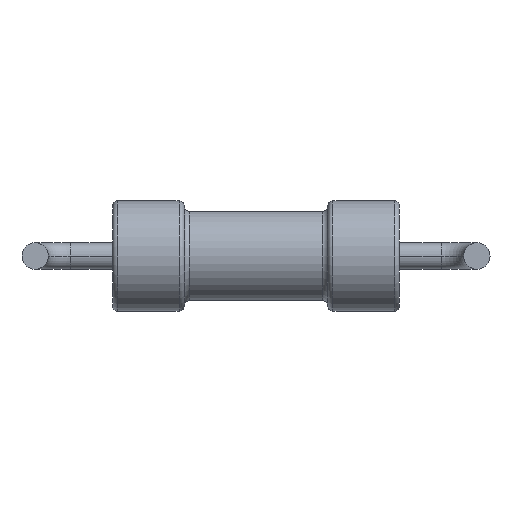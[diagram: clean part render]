
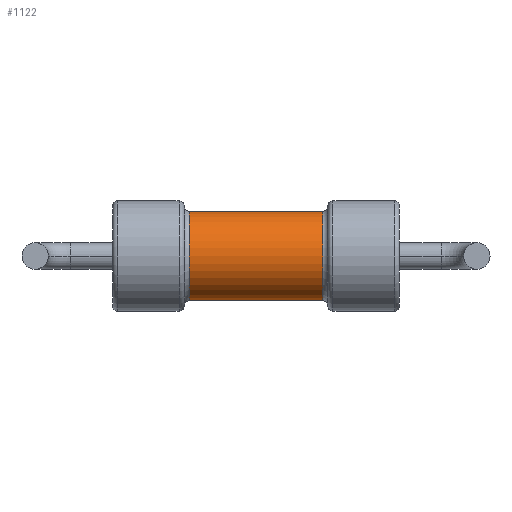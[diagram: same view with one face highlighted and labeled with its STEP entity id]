
A CAD part, front view. The second image highlights one B-rep face of the part: STEP entity #1122.
In plain terms, the highlighted cylindrical face has radius 1.012 mm (diameter 2.025 mm), a partial arc.
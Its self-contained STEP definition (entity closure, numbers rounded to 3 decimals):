
#60 = DIRECTION ( 'NONE',  ( 0., 0., -1. ) ) ;
#90 = CARTESIAN_POINT ( 'NONE',  ( -1.506, 1.25, -1.013 ) ) ;
#96 = ORIENTED_EDGE ( 'NONE', *, *, #1028, .T. ) ;
#99 = ORIENTED_EDGE ( 'NONE', *, *, #717, .T. ) ;
#111 = VECTOR ( 'NONE', #308, 1000. ) ;
#138 = VERTEX_POINT ( 'NONE', #90 ) ;
#165 = CARTESIAN_POINT ( 'NONE',  ( 3.25, 1.25, 0. ) ) ;
#171 = CARTESIAN_POINT ( 'NONE',  ( 3.25, 1.25, 1.012 ) ) ;
#228 = CARTESIAN_POINT ( 'NONE',  ( -1.506, 1.25, 0. ) ) ;
#277 = AXIS2_PLACEMENT_3D ( 'NONE', #228, #981, #351 ) ;
#308 = DIRECTION ( 'NONE',  ( 1., 0., 0. ) ) ;
#315 = VERTEX_POINT ( 'NONE', #1161 ) ;
#340 = CARTESIAN_POINT ( 'NONE',  ( 1.506, 1.25, -1.012 ) ) ;
#349 = AXIS2_PLACEMENT_3D ( 'NONE', #165, #522, #661 ) ;
#351 = DIRECTION ( 'NONE',  ( 0., 0., -1. ) ) ;
#386 = CARTESIAN_POINT ( 'NONE',  ( -1.506, 1.25, 1.013 ) ) ;
#422 = CARTESIAN_POINT ( 'NONE',  ( 1.506, 1.25, 0. ) ) ;
#433 = CARTESIAN_POINT ( 'NONE',  ( 3.25, 1.25, -1.012 ) ) ;
#499 = LINE ( 'NONE', #171, #111 ) ;
#511 = DIRECTION ( 'NONE',  ( 1., 0., 0. ) ) ;
#522 = DIRECTION ( 'NONE',  ( 1., 0., 0. ) ) ;
#578 = CIRCLE ( 'NONE', #277, 1.013 ) ;
#593 = VERTEX_POINT ( 'NONE', #340 ) ;
#647 = ORIENTED_EDGE ( 'NONE', *, *, #1085, .F. ) ;
#661 = DIRECTION ( 'NONE',  ( 0., 0., -1. ) ) ;
#710 = AXIS2_PLACEMENT_3D ( 'NONE', #422, #1084, #60 ) ;
#717 = EDGE_CURVE ( 'NONE', #138, #593, #914, .T. ) ;
#886 = VECTOR ( 'NONE', #511, 1000. ) ;
#903 = EDGE_CURVE ( 'NONE', #958, #315, #499, .T. ) ;
#914 = LINE ( 'NONE', #433, #886 ) ;
#958 = VERTEX_POINT ( 'NONE', #386 ) ;
#973 = CYLINDRICAL_SURFACE ( 'NONE', #349, 1.012 ) ;
#975 = CIRCLE ( 'NONE', #710, 1.012 ) ;
#981 = DIRECTION ( 'NONE',  ( 1., 0., 0. ) ) ;
#999 = FACE_OUTER_BOUND ( 'NONE', #1086, .T. ) ;
#1028 = EDGE_CURVE ( 'NONE', #958, #138, #578, .T. ) ;
#1084 = DIRECTION ( 'NONE',  ( 1., 0., 0. ) ) ;
#1085 = EDGE_CURVE ( 'NONE', #315, #593, #975, .T. ) ;
#1086 = EDGE_LOOP ( 'NONE', ( #1097, #96, #99, #647 ) ) ;
#1097 = ORIENTED_EDGE ( 'NONE', *, *, #903, .F. ) ;
#1122 = ADVANCED_FACE ( 'NONE', ( #999 ), #973, .T. ) ;
#1161 = CARTESIAN_POINT ( 'NONE',  ( 1.506, 1.25, 1.012 ) ) ;
